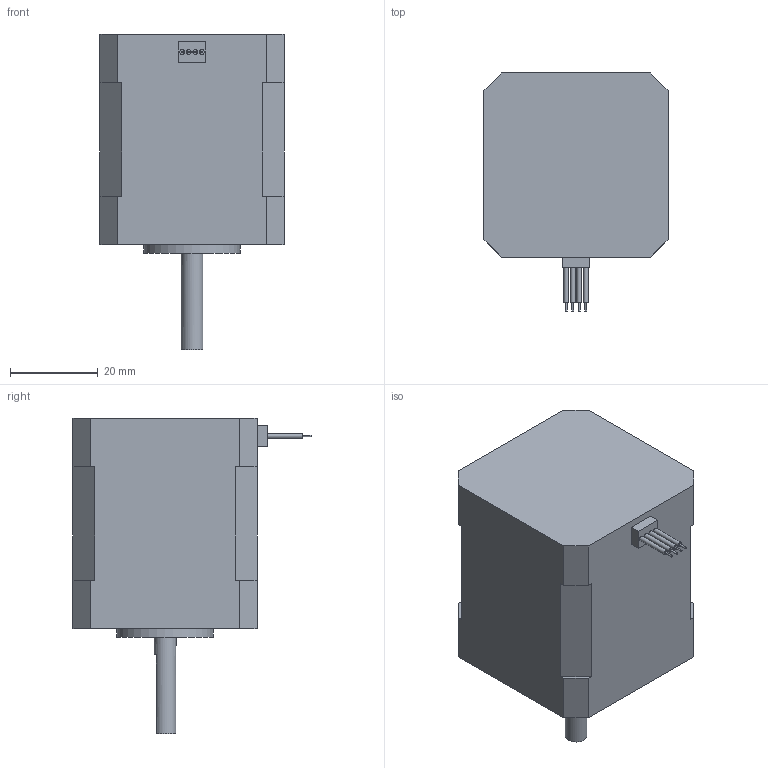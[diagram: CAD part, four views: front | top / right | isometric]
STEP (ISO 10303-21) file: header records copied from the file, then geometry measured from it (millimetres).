
FILE_DESCRIPTION(/* description */ (''),/* implementation_level */ '2;1');
FILE_NAME(/* name */ 'Nema 17 Stepper Motor 17HD48002H-22B_v1.step',/* time_stamp */ '2022-05-10T16:51:48+01:00',/* author */ (''),/* organization */ (''),/* preprocessor_version */ 'ST-DEVELOPER v18.1',/* originating_system */ 'Autodesk Translation Framework v10.14.0.1471',/* authorisation */ '');
FILE_SCHEMA (('AUTOMOTIVE_DESIGN { 1 0 10303 214 3 1 1 }'));
Length unit declared in the file: millimetre
Products named in the file (1): Nema 17 Stepper Motor 17HD48002H-22B
Bounding box: 42 x 54.3 x 72 mm (x, y, z)
Volume: 83799.7 mm3; surface area: 11927.9 mm2
Topology: 1 solids, 1 shells, 61 faces, 140 edges, 92 vertices
Faces by surface type: plane 43, cylinder 14, cone 4
Full cylindrical faces by diameter (mm): 0.405 x4, 1.1 x4, 2.5 x4, 5 x1, 22 x1
Entity records: 1797 total; most frequent: DIRECTION 290, CARTESIAN_POINT 290, ORIENTED_EDGE 272, EDGE_CURVE 136, LINE 106, VECTOR 106, VERTEX_POINT 92, AXIS2_PLACEMENT_3D 92
